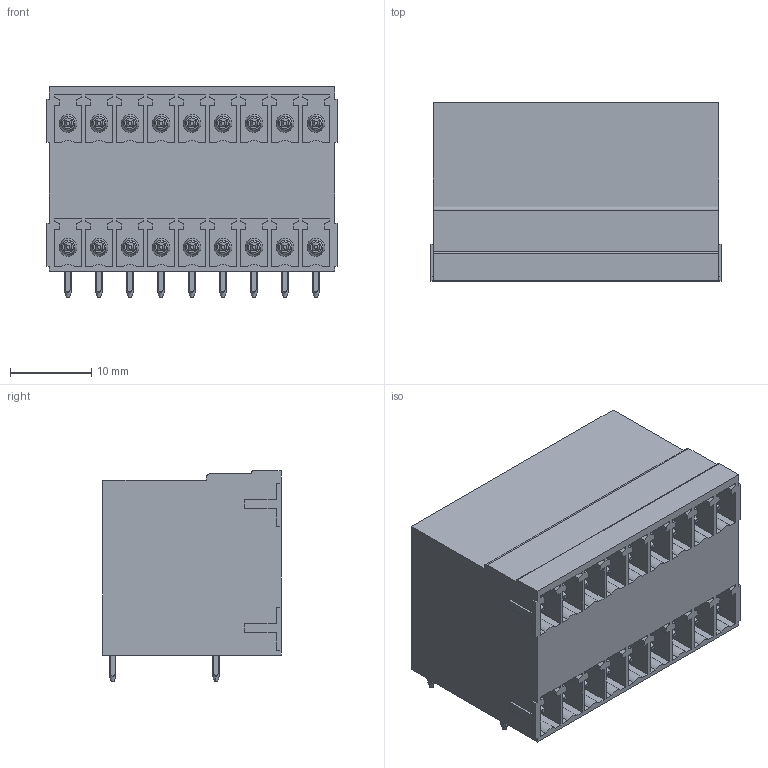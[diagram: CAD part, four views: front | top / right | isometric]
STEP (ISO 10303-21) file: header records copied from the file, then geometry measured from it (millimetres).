
FILE_DESCRIPTION(('CATIA V5 STEP Exchange','CAx-IF Rec.Pracs.--- Model Styling and Organization---1.2---2011-12-15'),'2;1');
FILE_NAME ('D1460824_0_1973800000_1973800000.stp','2018-10-05T05:12:22+00:00',('none'),('Weidmueller'),'CATIA Version 5-6 Release 2014','CATIA V5 STEP AP214','none');
FILE_SCHEMA(('AUTOMOTIVE_DESIGN { 1 0 10303 214 1 1 1 1 }'));
Length unit declared in the file: millimetre
Products named in the file (1): 1973800000
Bounding box: 35.68 x 21.9 x 25.9 mm (x, y, z)
Volume: 14730.4 mm3; surface area: 9148.1 mm2
Topology: 19 solids, 19 shells, 1196 faces, 3276 edges, 2154 vertices
Faces by surface type: plane 780, cylinder 272, cone 108, torus 36
Entity records: 36427 total; most frequent: CARTESIAN_POINT 9931, ORIENTED_EDGE 6552, DIRECTION 3708, EDGE_CURVE 3276, VECTOR 2300, LINE 2300, VERTEX_POINT 2154, EDGE_LOOP 1268
